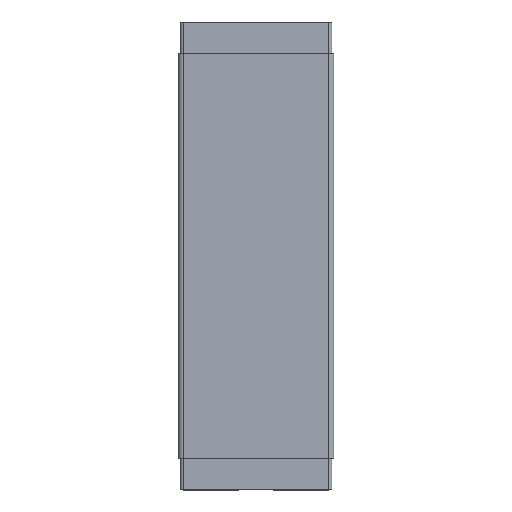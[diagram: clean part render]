
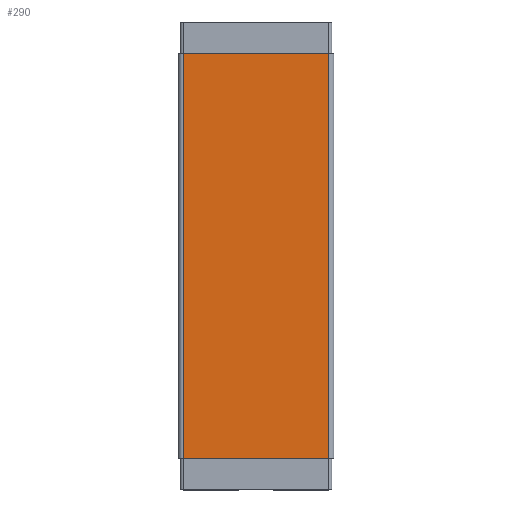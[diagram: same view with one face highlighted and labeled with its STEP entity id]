
A CAD part, top view. The second image highlights one B-rep face of the part: STEP entity #290.
In plain terms, the highlighted planar face has unit normal (0, 0, 1).
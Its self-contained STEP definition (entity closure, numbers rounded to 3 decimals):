
#290 = ADVANCED_FACE( '', ( #563 ), #564, .T. );
#563 = FACE_OUTER_BOUND( '', #843, .T. );
#564 = PLANE( '', #844 );
#843 = EDGE_LOOP( '', ( #1410, #1411, #1412, #1413 ) );
#844 = AXIS2_PLACEMENT_3D( '', #1414, #1415, #1416 );
#1410 = ORIENTED_EDGE( '', *, *, #2033, .F. );
#1411 = ORIENTED_EDGE( '', *, *, #2034, .F. );
#1412 = ORIENTED_EDGE( '', *, *, #2035, .T. );
#1413 = ORIENTED_EDGE( '', *, *, #1806, .T. );
#1414 = CARTESIAN_POINT( '', ( -7., -19.5, 0.75 ) );
#1415 = DIRECTION( '', ( 0., 0., 1. ) );
#1416 = DIRECTION( '', ( 1., 0., 0. ) );
#1806 = EDGE_CURVE( '', #2144, #2141, #2145, .T. );
#2033 = EDGE_CURVE( '', #2509, #2141, #2510, .T. );
#2034 = EDGE_CURVE( '', #2511, #2509, #2512, .T. );
#2035 = EDGE_CURVE( '', #2511, #2144, #2513, .T. );
#2141 = VERTEX_POINT( '', #2635 );
#2144 = VERTEX_POINT( '', #2638 );
#2145 = LINE( '', #2639, #2640 );
#2509 = VERTEX_POINT( '', #3132 );
#2510 = LINE( '', #3133, #3134 );
#2511 = VERTEX_POINT( '', #3135 );
#2512 = LINE( '', #3136, #3137 );
#2513 = LINE( '', #3138, #3139 );
#2635 = CARTESIAN_POINT( '', ( 7., 19.5, 0.75 ) );
#2638 = CARTESIAN_POINT( '', ( 7., -19.5, 0.75 ) );
#2639 = CARTESIAN_POINT( '', ( 7., -19.5, 0.75 ) );
#2640 = VECTOR( '', #3285, 1000. );
#3132 = CARTESIAN_POINT( '', ( -7., 19.5, 0.75 ) );
#3133 = CARTESIAN_POINT( '', ( -7., 19.5, 0.75 ) );
#3134 = VECTOR( '', #3567, 1000. );
#3135 = CARTESIAN_POINT( '', ( -7., -19.5, 0.75 ) );
#3136 = CARTESIAN_POINT( '', ( -7., -19.5, 0.75 ) );
#3137 = VECTOR( '', #3568, 1000. );
#3138 = CARTESIAN_POINT( '', ( -7., -19.5, 0.75 ) );
#3139 = VECTOR( '', #3569, 1000. );
#3285 = DIRECTION( '', ( 0., 1., 0. ) );
#3567 = DIRECTION( '', ( 1., 0., 0. ) );
#3568 = DIRECTION( '', ( 0., 1., 0. ) );
#3569 = DIRECTION( '', ( 1., 0., 0. ) );
